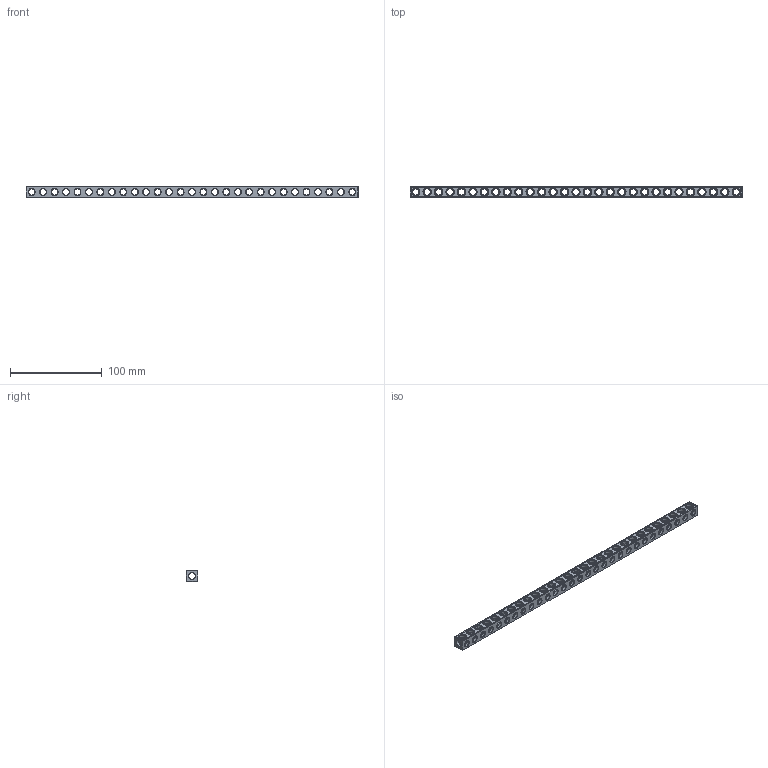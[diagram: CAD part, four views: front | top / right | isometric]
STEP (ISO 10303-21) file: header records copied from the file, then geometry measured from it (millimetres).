
FILE_DESCRIPTION(('FreeCAD Model'),'2;1');
FILE_NAME('Open CASCADE Shape Model','2021-05-23T22:10:44',( 'Paulo Kiefe'),('STEMFIE.org'),'Open CASCADE STEP processor 7.4', 'FreeCAD','Unknown');
FILE_SCHEMA(('AUTOMOTIVE_DESIGN { 1 0 10303 214 1 1 1 1 }'));
Products named in the file (1): Beam_STR_ESS_BU29x01x01_-_SPN-BEM-0066_(stemfie.org)
Bounding box: 362.5 x 12.5 x 12.5 mm (x, y, z)
Volume: 28309.5 mm3; surface area: 25356.4 mm2
Topology: 1 solids, 1 shells, 784 faces, 2500 edges, 1666 vertices
Faces by surface type: plane 359, cylinder 175, extrusion 132, cone 118
Full cylindrical faces by diameter (mm): 7 x146, 9.2 x29
Entity records: 92128 total; most frequent: CARTESIAN_POINT 45189, DIRECTION 7894, ORIENTED_EDGE 5000, PCURVE 5000, DEFINITIONAL_REPRESENTATION 5000, VECTOR 4636, LINE 4504, EDGE_CURVE 2500
